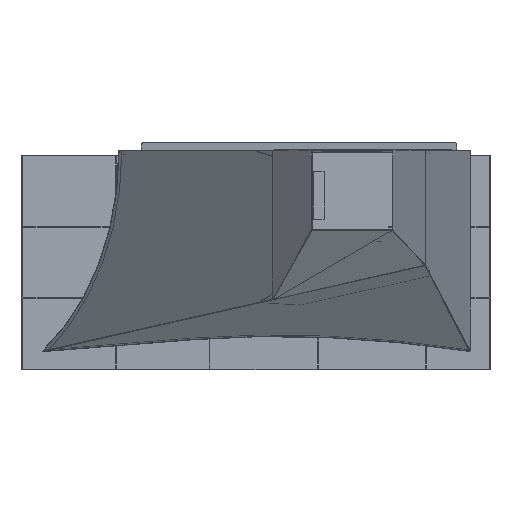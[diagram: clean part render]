
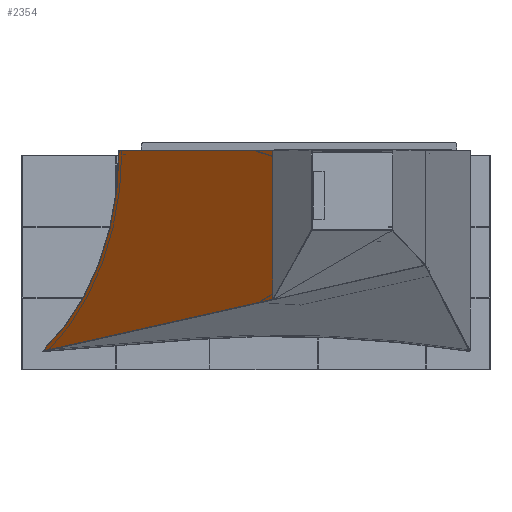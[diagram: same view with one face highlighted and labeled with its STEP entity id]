
A CAD part, top view. The second image highlights one B-rep face of the part: STEP entity #2354.
In plain terms, the highlighted planar face has unit normal (-0.703, 0, 0.711).
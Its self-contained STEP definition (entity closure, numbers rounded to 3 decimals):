
#2354=ADVANCED_FACE('',(#4558,#4559,#4560,#4561,#4562,#4563),#4564,.T.);
#4558=FACE_BOUND('',#7032,.T.);
#4559=FACE_BOUND('',#7033,.T.);
#4560=FACE_BOUND('',#7034,.T.);
#4561=FACE_BOUND('',#7035,.T.);
#4562=FACE_BOUND('',#7036,.T.);
#4563=FACE_OUTER_BOUND('',#7037,.T.);
#4564=PLANE('',#7038);
#7032=EDGE_LOOP('',(#10751));
#7033=EDGE_LOOP('',(#10752));
#7034=EDGE_LOOP('',(#10753));
#7035=EDGE_LOOP('',(#10754));
#7036=EDGE_LOOP('',(#10755));
#7037=EDGE_LOOP('',(#10756,#10757,#10758,#10759));
#7038=AXIS2_PLACEMENT_3D('',#10760,#10761,#10762);
#10751=ORIENTED_EDGE('',*,*,#15693,.F.);
#10752=ORIENTED_EDGE('',*,*,#15696,.F.);
#10753=ORIENTED_EDGE('',*,*,#15717,.F.);
#10754=ORIENTED_EDGE('',*,*,#15718,.F.);
#10755=ORIENTED_EDGE('',*,*,#15719,.F.);
#10756=ORIENTED_EDGE('',*,*,#15710,.T.);
#10757=ORIENTED_EDGE('',*,*,#15720,.T.);
#10758=ORIENTED_EDGE('',*,*,#15702,.T.);
#10759=ORIENTED_EDGE('',*,*,#15706,.T.);
#10760=CARTESIAN_POINT('',(-1955.527,-2.5,1.996));
#10761=DIRECTION('',(-0.703,0.0,0.711));
#10762=DIRECTION('',(0.711,0.0,0.703));
#15693=EDGE_CURVE('',#18526,#18526,#18527,.T.);
#15696=EDGE_CURVE('',#18531,#18531,#18532,.T.);
#15702=EDGE_CURVE('',#18537,#18541,#18543,.T.);
#15706=EDGE_CURVE('',#18541,#18547,#18549,.F.);
#15710=EDGE_CURVE('',#18547,#18553,#18555,.T.);
#15717=EDGE_CURVE('',#18565,#18565,#18566,.T.);
#15718=EDGE_CURVE('',#18567,#18567,#18568,.T.);
#15719=EDGE_CURVE('',#18569,#18569,#18570,.T.);
#15720=EDGE_CURVE('',#18553,#18537,#18571,.T.);
#18526=VERTEX_POINT('',#22775);
#18527=CIRCLE('',#22776,5.5);
#18531=VERTEX_POINT('',#22780);
#18532=CIRCLE('',#22781,5.5);
#18537=VERTEX_POINT('',#22786);
#18541=VERTEX_POINT('',#22792);
#18543=LINE('',#22795,#22796);
#18547=VERTEX_POINT('',#22801);
#18549=LINE('',#22804,#22805);
#18553=VERTEX_POINT('',#22809);
#18555=CIRCLE('',#22812,900.);
#18565=VERTEX_POINT('',#22823);
#18566=CIRCLE('',#22824,5.5);
#18567=VERTEX_POINT('',#22825);
#18568=CIRCLE('',#22826,5.5);
#18569=VERTEX_POINT('',#22827);
#18570=CIRCLE('',#22828,5.5);
#18571=LINE('',#22829,#22830);
#22775=CARTESIAN_POINT('',(-712.142,-277.5,1231.364));
#22776=AXIS2_PLACEMENT_3D('',#27201,#27202,#27203);
#22780=CARTESIAN_POINT('',(-712.142,-502.5,1231.364));
#22781=AXIS2_PLACEMENT_3D('',#27207,#27208,#27209);
#22786=CARTESIAN_POINT('',(-705.386,-552.369,1238.044));
#22792=CARTESIAN_POINT('',(-705.386,-2.5,1238.044));
#22795=CARTESIAN_POINT('',(-705.386,-2.5,1238.044));
#22796=VECTOR('',#27216,1.0);
#22801=CARTESIAN_POINT('',(-1315.534,-2.5,634.775));
#22804=CARTESIAN_POINT('',(-1955.527,-2.5,1.996));
#22805=VECTOR('',#27219,1.0);
#22809=CARTESIAN_POINT('',(-1601.758,-752.5,351.778));
#22812=AXIS2_PLACEMENT_3D('',#27224,#27225,#27226);
#22823=CARTESIAN_POINT('',(-712.142,-52.5,1231.364));
#22824=AXIS2_PLACEMENT_3D('',#27237,#27238,#27239);
#22825=CARTESIAN_POINT('',(-712.142,-165.0,1231.364));
#22826=AXIS2_PLACEMENT_3D('',#27240,#27241,#27242);
#22827=CARTESIAN_POINT('',(-712.142,-390.0,1231.364));
#22828=AXIS2_PLACEMENT_3D('',#27243,#27244,#27245);
#22829=CARTESIAN_POINT('',(-1153.572,-652.434,794.911));
#22830=VECTOR('',#27246,1.0);
#27201=CARTESIAN_POINT('',(-716.053,-277.5,1227.497));
#27202=DIRECTION('',(-0.703,0.0,0.711));
#27203=DIRECTION('',(0.711,0.0,0.703));
#27207=CARTESIAN_POINT('',(-716.053,-502.5,1227.497));
#27208=DIRECTION('',(-0.703,0.0,0.711));
#27209=DIRECTION('',(0.711,0.0,0.703));
#27216=DIRECTION('',(0.0,1.0,0.0));
#27219=DIRECTION('',(0.711,0.0,0.703));
#27224=CARTESIAN_POINT('',(-1955.527,-2.5,1.996));
#27225=DIRECTION('',(0.703,0.0,-0.711));
#27226=DIRECTION('',(-0.711,0.0,-0.703));
#27237=CARTESIAN_POINT('',(-716.053,-52.5,1227.497));
#27238=DIRECTION('',(-0.703,0.0,0.711));
#27239=DIRECTION('',(0.711,0.0,0.703));
#27240=CARTESIAN_POINT('',(-716.053,-165.0,1227.497));
#27241=DIRECTION('',(-0.703,0.0,0.711));
#27242=DIRECTION('',(0.711,0.0,0.703));
#27243=CARTESIAN_POINT('',(-716.053,-390.0,1227.497));
#27244=DIRECTION('',(-0.703,0.0,0.711));
#27245=DIRECTION('',(0.711,0.0,0.703));
#27246=DIRECTION('',(0.702,0.157,0.694));
